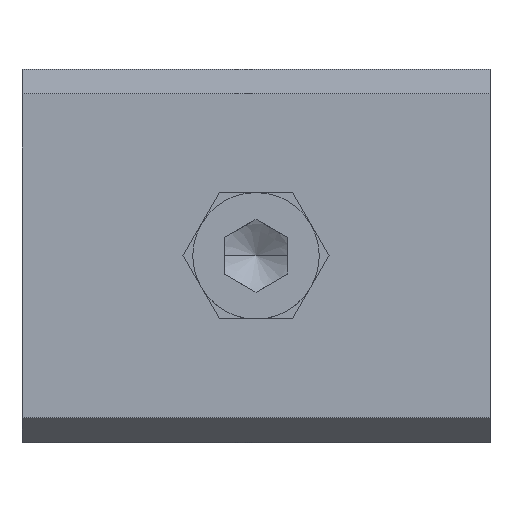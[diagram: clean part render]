
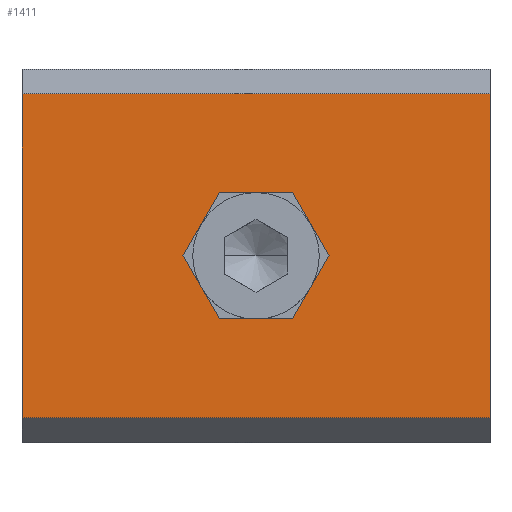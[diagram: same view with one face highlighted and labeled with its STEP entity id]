
A CAD part, top view. The second image highlights one B-rep face of the part: STEP entity #1411.
In plain terms, the highlighted face is planar.
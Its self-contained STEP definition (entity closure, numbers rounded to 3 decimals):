
#147=FACE_BOUND('',#262,.T.);
#175=FACE_OUTER_BOUND('',#261,.T.);
#261=EDGE_LOOP('',(#1035,#1036,#1037,#1038));
#262=EDGE_LOOP('',(#1039,#1040,#1041,#1042,#1043,#1044));
#372=LINE('',#2115,#498);
#373=LINE('',#2117,#499);
#374=LINE('',#2119,#500);
#375=LINE('',#2120,#501);
#376=LINE('',#2123,#502);
#377=LINE('',#2125,#503);
#378=LINE('',#2127,#504);
#379=LINE('',#2129,#505);
#380=LINE('',#2131,#506);
#381=LINE('',#2132,#507);
#498=VECTOR('',#1723,37.);
#499=VECTOR('',#1724,25.594);
#500=VECTOR('',#1725,37.);
#501=VECTOR('',#1726,25.594);
#502=VECTOR('',#1727,5.774);
#503=VECTOR('',#1728,5.774);
#504=VECTOR('',#1729,5.774);
#505=VECTOR('',#1730,5.774);
#506=VECTOR('',#1731,5.774);
#507=VECTOR('',#1732,5.774);
#618=VERTEX_POINT('',#2113);
#619=VERTEX_POINT('',#2114);
#620=VERTEX_POINT('',#2116);
#621=VERTEX_POINT('',#2118);
#622=VERTEX_POINT('',#2121);
#623=VERTEX_POINT('',#2122);
#624=VERTEX_POINT('',#2124);
#625=VERTEX_POINT('',#2126);
#626=VERTEX_POINT('',#2128);
#627=VERTEX_POINT('',#2130);
#773=EDGE_CURVE('',#618,#619,#372,.T.);
#774=EDGE_CURVE('',#619,#620,#373,.T.);
#775=EDGE_CURVE('',#621,#620,#374,.T.);
#776=EDGE_CURVE('',#621,#618,#375,.T.);
#777=EDGE_CURVE('',#622,#623,#376,.T.);
#778=EDGE_CURVE('',#624,#622,#377,.T.);
#779=EDGE_CURVE('',#625,#624,#378,.T.);
#780=EDGE_CURVE('',#626,#625,#379,.T.);
#781=EDGE_CURVE('',#627,#626,#380,.T.);
#782=EDGE_CURVE('',#623,#627,#381,.T.);
#1035=ORIENTED_EDGE('',*,*,#773,.T.);
#1036=ORIENTED_EDGE('',*,*,#774,.T.);
#1037=ORIENTED_EDGE('',*,*,#775,.F.);
#1038=ORIENTED_EDGE('',*,*,#776,.T.);
#1039=ORIENTED_EDGE('',*,*,#777,.F.);
#1040=ORIENTED_EDGE('',*,*,#778,.F.);
#1041=ORIENTED_EDGE('',*,*,#779,.F.);
#1042=ORIENTED_EDGE('',*,*,#780,.F.);
#1043=ORIENTED_EDGE('',*,*,#781,.F.);
#1044=ORIENTED_EDGE('',*,*,#782,.F.);
#1358=PLANE('',#1512);
#1411=ADVANCED_FACE('',(#175,#147),#1358,.T.);
#1512=AXIS2_PLACEMENT_3D('',#2112,#1721,#1722);
#1721=DIRECTION('center_axis',(0.,1.,0.));
#1722=DIRECTION('ref_axis',(1.,0.,0.));
#1723=DIRECTION('',(1.,0.,0.));
#1724=DIRECTION('',(0.,0.,-1.));
#1725=DIRECTION('',(1.,0.,0.));
#1726=DIRECTION('',(0.,0.,1.));
#1727=DIRECTION('',(-0.5,0.,-0.866));
#1728=DIRECTION('',(0.5,0.,-0.866));
#1729=DIRECTION('',(1.,0.,0.));
#1730=DIRECTION('',(0.5,0.,0.866));
#1731=DIRECTION('',(-0.5,0.,0.866));
#1732=DIRECTION('',(-1.,0.,0.));
#2112=CARTESIAN_POINT('Origin',(0.,11.5,0.));
#2113=CARTESIAN_POINT('',(-18.5,11.5,12.797));
#2114=CARTESIAN_POINT('',(18.5,11.5,12.797));
#2115=CARTESIAN_POINT('',(-18.5,11.5,12.797));
#2116=CARTESIAN_POINT('',(18.5,11.5,-12.797));
#2117=CARTESIAN_POINT('',(18.5,11.5,12.797));
#2118=CARTESIAN_POINT('',(-18.5,11.5,-12.797));
#2119=CARTESIAN_POINT('',(-18.5,11.5,-12.797));
#2120=CARTESIAN_POINT('',(-18.5,11.5,-12.797));
#2121=CARTESIAN_POINT('',(5.774,11.5,0.));
#2122=CARTESIAN_POINT('',(2.887,11.5,-5.));
#2123=CARTESIAN_POINT('',(5.774,11.5,0.));
#2124=CARTESIAN_POINT('',(2.887,11.5,5.));
#2125=CARTESIAN_POINT('',(2.887,11.5,5.));
#2126=CARTESIAN_POINT('',(-2.887,11.5,5.));
#2127=CARTESIAN_POINT('',(-2.887,11.5,5.));
#2128=CARTESIAN_POINT('',(-5.774,11.5,0.));
#2129=CARTESIAN_POINT('',(-5.774,11.5,0.));
#2130=CARTESIAN_POINT('',(-2.887,11.5,-5.));
#2131=CARTESIAN_POINT('',(-2.887,11.5,-5.));
#2132=CARTESIAN_POINT('',(2.887,11.5,-5.));
